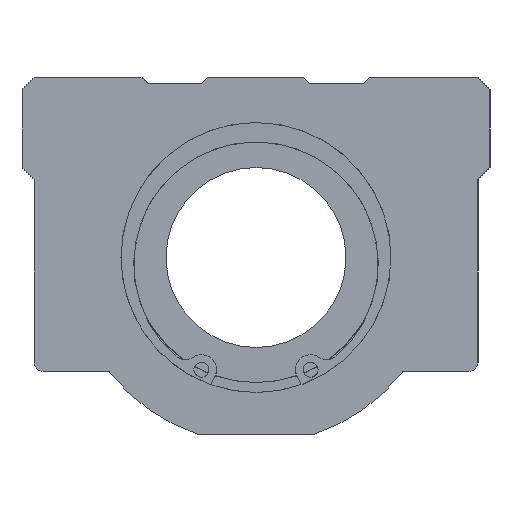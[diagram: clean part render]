
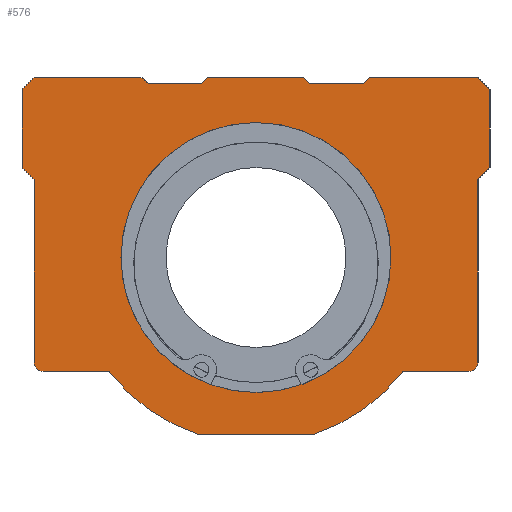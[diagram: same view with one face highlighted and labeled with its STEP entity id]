
A CAD part, left-side view. The second image highlights one B-rep face of the part: STEP entity #576.
In plain terms, the highlighted planar face has unit normal (-1, 0, 0).
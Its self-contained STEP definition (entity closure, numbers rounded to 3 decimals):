
#499=CIRCLE('',#4738,22.5);
#501=CIRCLE('',#4746,1.5);
#506=CIRCLE('',#4753,1.5);
#507=CIRCLE('',#4755,31.);
#508=CIRCLE('',#4756,31.);
#576=ADVANCED_FACE('',(#1667,#1668),#816,.F.);
#816=PLANE('',#4757);
#947=LINE('',#6063,#1251);
#995=LINE('',#6500,#1299);
#1012=LINE('',#6831,#1316);
#1014=LINE('',#6836,#1318);
#1020=LINE('',#6855,#1324);
#1022=LINE('',#6866,#1326);
#1049=LINE('',#7057,#1353);
#1055=LINE('',#7071,#1359);
#1058=LINE('',#7076,#1362);
#1061=LINE('',#7082,#1365);
#1062=LINE('',#7084,#1366);
#1074=LINE('',#7118,#1378);
#1075=LINE('',#7121,#1379);
#1076=LINE('',#7123,#1380);
#1077=LINE('',#7125,#1381);
#1078=LINE('',#7126,#1382);
#1079=LINE('',#7127,#1383);
#1080=LINE('',#7128,#1384);
#1081=LINE('',#7130,#1385);
#1082=LINE('',#7132,#1386);
#1251=VECTOR('',#4925,1.);
#1299=VECTOR('',#4975,1.);
#1316=VECTOR('',#4998,1.);
#1318=VECTOR('',#5002,1.);
#1324=VECTOR('',#5016,1.);
#1326=VECTOR('',#5026,1.);
#1353=VECTOR('',#5263,1.);
#1359=VECTOR('',#5271,1.);
#1362=VECTOR('',#5276,1.);
#1365=VECTOR('',#5281,1.);
#1366=VECTOR('',#5284,1.);
#1378=VECTOR('',#5320,1.);
#1379=VECTOR('',#5323,1.);
#1380=VECTOR('',#5324,1.);
#1381=VECTOR('',#5325,1.);
#1382=VECTOR('',#5326,1.);
#1383=VECTOR('',#5327,1.);
#1384=VECTOR('',#5328,1.);
#1385=VECTOR('',#5329,1.);
#1386=VECTOR('',#5330,1.);
#1667=FACE_BOUND('',#1813,.T.);
#1668=FACE_BOUND('',#1814,.T.);
#1813=EDGE_LOOP('',(#2420,#2421,#2422,#2423,#2424,#2425,#2426,#2427,#2428,
#2429,#2430,#2431,#2432,#2433,#2434,#2435,#2436,#2437,#2438,#2439,#2440,
#2441,#2442,#2443));
#1814=EDGE_LOOP('',(#2444));
#2420=ORIENTED_EDGE('',*,*,#3980,.F.);
#2421=ORIENTED_EDGE('',*,*,#3863,.F.);
#2422=ORIENTED_EDGE('',*,*,#3995,.F.);
#2423=ORIENTED_EDGE('',*,*,#3996,.F.);
#2424=ORIENTED_EDGE('',*,*,#3997,.F.);
#2425=ORIENTED_EDGE('',*,*,#3854,.F.);
#2426=ORIENTED_EDGE('',*,*,#3994,.F.);
#2427=ORIENTED_EDGE('',*,*,#3735,.F.);
#2428=ORIENTED_EDGE('',*,*,#3998,.F.);
#2429=ORIENTED_EDGE('',*,*,#3999,.F.);
#2430=ORIENTED_EDGE('',*,*,#4000,.F.);
#2431=ORIENTED_EDGE('',*,*,#3852,.F.);
#2432=ORIENTED_EDGE('',*,*,#4001,.F.);
#2433=ORIENTED_EDGE('',*,*,#3976,.F.);
#2434=ORIENTED_EDGE('',*,*,#3969,.F.);
#2435=ORIENTED_EDGE('',*,*,#3972,.F.);
#2436=ORIENTED_EDGE('',*,*,#3963,.F.);
#2437=ORIENTED_EDGE('',*,*,#3975,.F.);
#2438=ORIENTED_EDGE('',*,*,#4002,.F.);
#2439=ORIENTED_EDGE('',*,*,#3868,.F.);
#2440=ORIENTED_EDGE('',*,*,#4003,.F.);
#2441=ORIENTED_EDGE('',*,*,#4004,.F.);
#2442=ORIENTED_EDGE('',*,*,#4005,.F.);
#2443=ORIENTED_EDGE('',*,*,#3813,.F.);
#2444=ORIENTED_EDGE('',*,*,#3962,.T.);
#3315=VERTEX_POINT('',#6058);
#3317=VERTEX_POINT('',#6062);
#3394=VERTEX_POINT('',#6498);
#3396=VERTEX_POINT('',#6501);
#3432=VERTEX_POINT('',#6826);
#3434=VERTEX_POINT('',#6830);
#3435=VERTEX_POINT('',#6834);
#3437=VERTEX_POINT('',#6837);
#3443=VERTEX_POINT('',#6850);
#3445=VERTEX_POINT('',#6854);
#3449=VERTEX_POINT('',#6864);
#3451=VERTEX_POINT('',#6867);
#3509=VERTEX_POINT('',#7055);
#3510=VERTEX_POINT('',#7058);
#3511=VERTEX_POINT('',#7059);
#3516=VERTEX_POINT('',#7070);
#3517=VERTEX_POINT('',#7072);
#3519=VERTEX_POINT('',#7081);
#3520=VERTEX_POINT('',#7085);
#3529=VERTEX_POINT('',#7117);
#3530=VERTEX_POINT('',#7119);
#3531=VERTEX_POINT('',#7122);
#3532=VERTEX_POINT('',#7124);
#3533=VERTEX_POINT('',#7129);
#3534=VERTEX_POINT('',#7131);
#3735=EDGE_CURVE('',#3317,#3315,#947,.T.);
#3813=EDGE_CURVE('',#3394,#3396,#995,.T.);
#3852=EDGE_CURVE('',#3434,#3432,#1012,.T.);
#3854=EDGE_CURVE('',#3435,#3437,#1014,.T.);
#3863=EDGE_CURVE('',#3445,#3443,#1020,.T.);
#3868=EDGE_CURVE('',#3449,#3451,#1022,.T.);
#3962=EDGE_CURVE('',#3509,#3509,#499,.T.);
#3963=EDGE_CURVE('',#3510,#3511,#1049,.T.);
#3969=EDGE_CURVE('',#3516,#3517,#1055,.T.);
#3972=EDGE_CURVE('',#3511,#3516,#1058,.T.);
#3975=EDGE_CURVE('',#3519,#3510,#1061,.T.);
#3976=EDGE_CURVE('',#3517,#3520,#1062,.T.);
#3980=EDGE_CURVE('',#3443,#3394,#501,.T.);
#3994=EDGE_CURVE('',#3315,#3435,#506,.T.);
#3995=EDGE_CURVE('',#3529,#3445,#507,.T.);
#3996=EDGE_CURVE('',#3530,#3529,#1074,.T.);
#3997=EDGE_CURVE('',#3437,#3530,#508,.T.);
#3998=EDGE_CURVE('',#3531,#3317,#1075,.T.);
#3999=EDGE_CURVE('',#3532,#3531,#1076,.T.);
#4000=EDGE_CURVE('',#3432,#3532,#1077,.T.);
#4001=EDGE_CURVE('',#3520,#3434,#1078,.T.);
#4002=EDGE_CURVE('',#3451,#3519,#1079,.T.);
#4003=EDGE_CURVE('',#3533,#3449,#1080,.T.);
#4004=EDGE_CURVE('',#3534,#3533,#1081,.T.);
#4005=EDGE_CURVE('',#3396,#3534,#1082,.T.);
#4738=AXIS2_PLACEMENT_3D('',#7054,#5259,#5260);
#4746=AXIS2_PLACEMENT_3D('',#7091,#5291,#5292);
#4753=AXIS2_PLACEMENT_3D('',#7114,#5314,#5315);
#4755=AXIS2_PLACEMENT_3D('',#7116,#5318,#5319);
#4756=AXIS2_PLACEMENT_3D('',#7120,#5321,#5322);
#4757=AXIS2_PLACEMENT_3D('',#7133,#5331,#5332);
#4925=DIRECTION('',(0.,0.,-1.));
#4975=DIRECTION('',(0.,0.,1.));
#4998=DIRECTION('',(0.,-1.,0.));
#5002=DIRECTION('',(0.,1.,0.));
#5016=DIRECTION('',(0.,1.,0.));
#5026=DIRECTION('',(0.,-1.,0.));
#5259=DIRECTION('',(1.,0.,0.));
#5260=DIRECTION('',(0.,-1.,0.));
#5263=DIRECTION('',(0.,-0.707,0.707));
#5271=DIRECTION('',(0.,-0.707,-0.707));
#5276=DIRECTION('',(0.,-1.,0.));
#5281=DIRECTION('',(0.,-1.,0.));
#5284=DIRECTION('',(0.,-1.,0.));
#5291=DIRECTION('',(1.,0.,0.));
#5292=DIRECTION('',(0.,0.707,-0.707));
#5314=DIRECTION('',(1.,0.,0.));
#5315=DIRECTION('',(0.,-0.707,-0.707));
#5318=DIRECTION('',(1.,0.,0.));
#5319=DIRECTION('',(0.,0.,-1.));
#5320=DIRECTION('',(0.,1.,0.));
#5321=DIRECTION('',(1.,0.,0.));
#5322=DIRECTION('',(0.,0.,-1.));
#5323=DIRECTION('',(0.,0.707,-0.707));
#5324=DIRECTION('',(0.,0.,-1.));
#5325=DIRECTION('',(0.,-0.707,-0.707));
#5326=DIRECTION('',(0.,-0.707,0.707));
#5327=DIRECTION('',(0.,-0.707,-0.707));
#5328=DIRECTION('',(0.,-0.707,0.707));
#5329=DIRECTION('',(0.,0.,1.));
#5330=DIRECTION('',(0.,0.707,0.707));
#5331=DIRECTION('',(1.,0.,0.));
#5332=DIRECTION('',(0.,0.,-1.));
#6058=CARTESIAN_POINT('',(0.,-37.,-17.5));
#6062=CARTESIAN_POINT('',(0.,-37.,13.));
#6063=CARTESIAN_POINT('',(0.,-37.,13.));
#6498=CARTESIAN_POINT('',(0.,37.,-17.5));
#6500=CARTESIAN_POINT('',(0.,37.,-17.));
#6501=CARTESIAN_POINT('',(0.,37.,13.));
#6826=CARTESIAN_POINT('',(0.,-37.,30.));
#6830=CARTESIAN_POINT('',(0.,-19.,30.));
#6831=CARTESIAN_POINT('',(0.,-19.,30.));
#6834=CARTESIAN_POINT('',(0.,-35.5,-19.));
#6836=CARTESIAN_POINT('',(0.,0.,-19.));
#6837=CARTESIAN_POINT('',(0.,-24.495,-19.));
#6850=CARTESIAN_POINT('',(0.,35.5,-19.));
#6854=CARTESIAN_POINT('',(0.,24.495,-19.));
#6855=CARTESIAN_POINT('',(0.,0.,-19.));
#6864=CARTESIAN_POINT('',(0.,37.,30.));
#6866=CARTESIAN_POINT('',(0.,37.,30.));
#6867=CARTESIAN_POINT('',(0.,19.,30.));
#7054=CARTESIAN_POINT('',(0.,0.,0.));
#7055=CARTESIAN_POINT('',(0.,22.5,0.));
#7057=CARTESIAN_POINT('',(0.,9.,29.));
#7058=CARTESIAN_POINT('',(0.,9.,29.));
#7059=CARTESIAN_POINT('',(0.,8.,30.));
#7070=CARTESIAN_POINT('',(0.,-8.,30.));
#7071=CARTESIAN_POINT('',(0.,-8.,30.));
#7072=CARTESIAN_POINT('',(0.,-9.,29.));
#7076=CARTESIAN_POINT('',(0.,8.,30.));
#7081=CARTESIAN_POINT('',(0.,18.,29.));
#7082=CARTESIAN_POINT('',(0.,18.,29.));
#7084=CARTESIAN_POINT('',(0.,-9.,29.));
#7085=CARTESIAN_POINT('',(0.,-18.,29.));
#7091=CARTESIAN_POINT('',(0.,35.5,-17.5));
#7114=CARTESIAN_POINT('',(0.,-35.5,-17.5));
#7116=CARTESIAN_POINT('',(0.,0.,0.));
#7117=CARTESIAN_POINT('',(0.,9.526,-29.5));
#7118=CARTESIAN_POINT('',(0.,0.,-29.5));
#7119=CARTESIAN_POINT('',(0.,-9.526,-29.5));
#7120=CARTESIAN_POINT('',(0.,0.,0.));
#7121=CARTESIAN_POINT('',(0.,-39.,15.));
#7122=CARTESIAN_POINT('',(0.,-39.,15.));
#7123=CARTESIAN_POINT('',(0.,-39.,28.));
#7124=CARTESIAN_POINT('',(0.,-39.,28.));
#7125=CARTESIAN_POINT('',(0.,-37.,30.));
#7126=CARTESIAN_POINT('',(0.,-18.,29.));
#7127=CARTESIAN_POINT('',(0.,19.,30.));
#7128=CARTESIAN_POINT('',(0.,39.,28.));
#7129=CARTESIAN_POINT('',(0.,39.,28.));
#7130=CARTESIAN_POINT('',(0.,39.,15.));
#7131=CARTESIAN_POINT('',(0.,39.,15.));
#7132=CARTESIAN_POINT('',(0.,37.,13.));
#7133=CARTESIAN_POINT('',(0.,0.,3.997));
